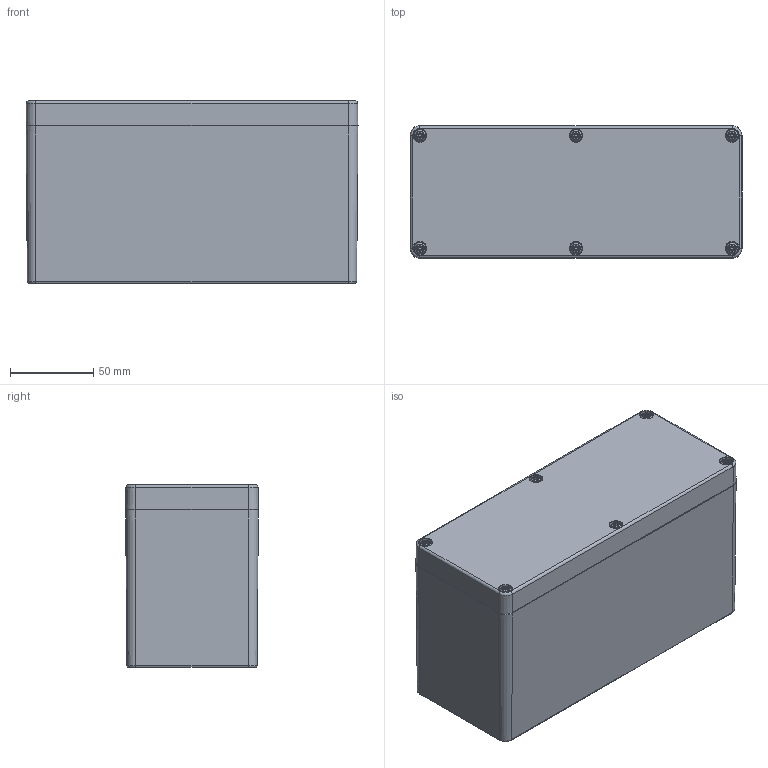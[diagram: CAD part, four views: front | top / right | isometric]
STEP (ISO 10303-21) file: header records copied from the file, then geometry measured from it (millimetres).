
FILE_DESCRIPTION(/* description */ (''),/* implementation_level */ '2;1');
FILE_NAME(/* name */ '0302109700-MBM_208011-K_VE.stp',/* time_stamp */ '2018-08-31T08:14:24+02:00',/* author */ ('robin.rentz'),/* organization */ (''),/* preprocessor_version */ 'ST-DEVELOPER v17',/* originating_system */ 'Autodesk Inventor 2019',/* authorisation */ '');
FILE_SCHEMA (('CONFIG_CONTROL_DESIGN'));
Length unit declared in the file: millimetre
Products named in the file (6): 0302109700-MBM_208011-K_VE; 0301109702-UT_208095_VE; xxx-OT_208015-K_VE; 1990000018 Schraube BM4x24_11; 1990000007 M4 Gewindebuchse; xxx-O-Ring-MBM-MBT_208055
Assembly tree (15 placements, depth 2):
  0302109700-MBM_208011-K_VE
    0301109702-UT_208095_VE
    xxx-OT_208015-K_VE
    1990000018 Schraube BM4x24_11  x6
    1990000007 M4 Gewindebuchse  x6
    xxx-O-Ring-MBM-MBT_208055
Bounding box: 200 x 80 x 110.03 mm (x, y, z)
Volume: 321191.8 mm3; surface area: 221704.8 mm2
Topology: 15 solids, 15 shells, 2769 faces, 6674 edges, 3984 vertices
Faces by surface type: plane 879, cylinder 668, cone 634, torus 506, bspline 68, sphere 14
Full cylindrical faces by diameter (mm): 3.242 x6, 3.3 x6, 4 x6, 4.4 x6, 6.8 x6
Entity records: 41893 total; most frequent: CARTESIAN_POINT 8577, DIRECTION 7762, ORIENTED_EDGE 6590, EDGE_CURVE 3295, AXIS2_PLACEMENT_3D 3288, VERTEX_POINT 1939, CIRCLE 1873, EDGE_LOOP 1498
